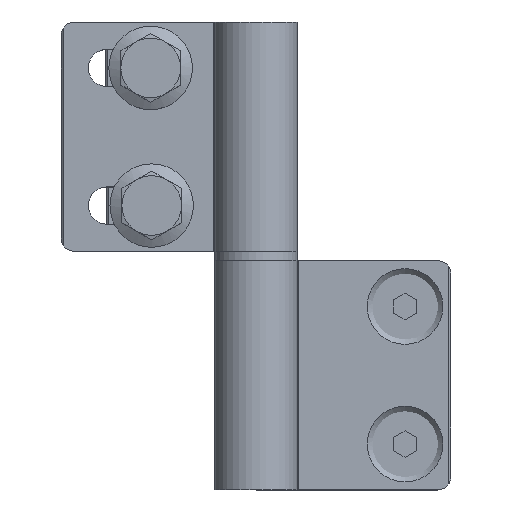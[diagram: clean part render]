
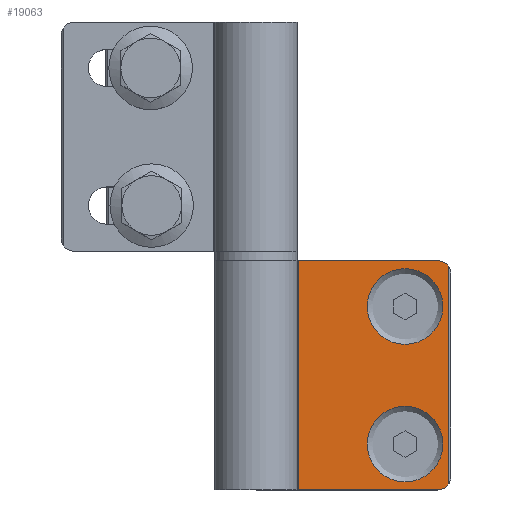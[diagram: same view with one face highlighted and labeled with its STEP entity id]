
A CAD part, top view. The second image highlights one B-rep face of the part: STEP entity #19063.
In plain terms, the highlighted face is planar.
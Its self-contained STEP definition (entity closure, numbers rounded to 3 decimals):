
#241=FACE_BOUND('',#2583,.T.);
#242=FACE_BOUND('',#2584,.T.);
#320=PLANE('',#20763);
#1310=FACE_OUTER_BOUND('',#2582,.T.);
#2582=EDGE_LOOP('',(#13542,#13543,#13544,#13545,#13546,#13547));
#2583=EDGE_LOOP('',(#13548));
#2584=EDGE_LOOP('',(#13549));
#3917=LINE('',#30191,#5691);
#3922=LINE('',#30212,#5696);
#3927=LINE('',#30233,#5701);
#3932=LINE('',#30252,#5706);
#5691=VECTOR('',#23503,1000.);
#5696=VECTOR('',#23522,1000.);
#5701=VECTOR('',#23539,1000.);
#5706=VECTOR('',#23566,1000.);
#7393=CIRCLE('',#20764,3.);
#7394=CIRCLE('',#20765,3.);
#7395=CIRCLE('',#20766,8.25);
#7396=CIRCLE('',#20767,8.25);
#8522=VERTEX_POINT('',#30189);
#8523=VERTEX_POINT('',#30190);
#8531=VERTEX_POINT('',#30209);
#8532=VERTEX_POINT('',#30211);
#8541=VERTEX_POINT('',#30230);
#8542=VERTEX_POINT('',#30232);
#8546=VERTEX_POINT('',#30256);
#8547=VERTEX_POINT('',#30258);
#10283=EDGE_CURVE('',#8522,#8523,#3917,.T.);
#10293=EDGE_CURVE('',#8531,#8532,#3922,.T.);
#10303=EDGE_CURVE('',#8542,#8541,#3927,.T.);
#10314=EDGE_CURVE('',#8531,#8542,#3932,.T.);
#10315=EDGE_CURVE('',#8541,#8523,#7393,.F.);
#10316=EDGE_CURVE('',#8522,#8532,#7394,.F.);
#10317=EDGE_CURVE('',#8546,#8546,#7395,.T.);
#10318=EDGE_CURVE('',#8547,#8547,#7396,.T.);
#13542=ORIENTED_EDGE('',*,*,#10303,.T.);
#13543=ORIENTED_EDGE('',*,*,#10315,.T.);
#13544=ORIENTED_EDGE('',*,*,#10283,.F.);
#13545=ORIENTED_EDGE('',*,*,#10316,.T.);
#13546=ORIENTED_EDGE('',*,*,#10293,.F.);
#13547=ORIENTED_EDGE('',*,*,#10314,.T.);
#13548=ORIENTED_EDGE('',*,*,#10317,.T.);
#13549=ORIENTED_EDGE('',*,*,#10318,.F.);
#19063=ADVANCED_FACE('',(#1310,#241,#242),#320,.F.);
#20763=AXIS2_PLACEMENT_3D('',#30253,#23567,#23568);
#20764=AXIS2_PLACEMENT_3D('',#30254,#23569,#23570);
#20765=AXIS2_PLACEMENT_3D('',#30255,#23571,#23572);
#20766=AXIS2_PLACEMENT_3D('',#30257,#23573,#23574);
#20767=AXIS2_PLACEMENT_3D('',#30259,#23575,#23576);
#23503=DIRECTION('',(0.,0.,-1.));
#23522=DIRECTION('',(1.,0.,0.));
#23539=DIRECTION('',(1.,0.,0.));
#23566=DIRECTION('',(0.,0.,-1.));
#23567=DIRECTION('center_axis',(0.,1.,0.));
#23568=DIRECTION('ref_axis',(0.,0.,1.));
#23569=DIRECTION('center_axis',(0.,1.,0.));
#23570=DIRECTION('ref_axis',(0.,0.,1.));
#23571=DIRECTION('center_axis',(0.,1.,0.));
#23572=DIRECTION('ref_axis',(0.,0.,1.));
#23573=DIRECTION('center_axis',(0.,1.,0.));
#23574=DIRECTION('ref_axis',(0.,0.,1.));
#23575=DIRECTION('center_axis',(0.,-1.,0.));
#23576=DIRECTION('ref_axis',(0.,0.,-1.));
#30189=CARTESIAN_POINT('',(42.,4.,23.658));
#30190=CARTESIAN_POINT('',(42.,4.,-23.658));
#30191=CARTESIAN_POINT('',(42.,4.,25.));
#30209=CARTESIAN_POINT('',(9.165,4.,25.));
#30211=CARTESIAN_POINT('',(39.5,4.,25.));
#30212=CARTESIAN_POINT('',(9.165,4.,25.));
#30230=CARTESIAN_POINT('',(39.5,4.,-25.));
#30232=CARTESIAN_POINT('',(9.165,4.,-25.));
#30233=CARTESIAN_POINT('',(9.165,4.,-25.));
#30252=CARTESIAN_POINT('',(9.165,4.,25.));
#30253=CARTESIAN_POINT('Origin',(9.165,4.,25.));
#30254=CARTESIAN_POINT('Origin',(39.5,4.,-22.));
#30255=CARTESIAN_POINT('Origin',(39.5,4.,22.));
#30256=CARTESIAN_POINT('',(32.5,4.,6.75));
#30257=CARTESIAN_POINT('Origin',(32.5,4.,15.));
#30258=CARTESIAN_POINT('',(32.5,4.,-6.75));
#30259=CARTESIAN_POINT('Origin',(32.5,4.,-15.));
